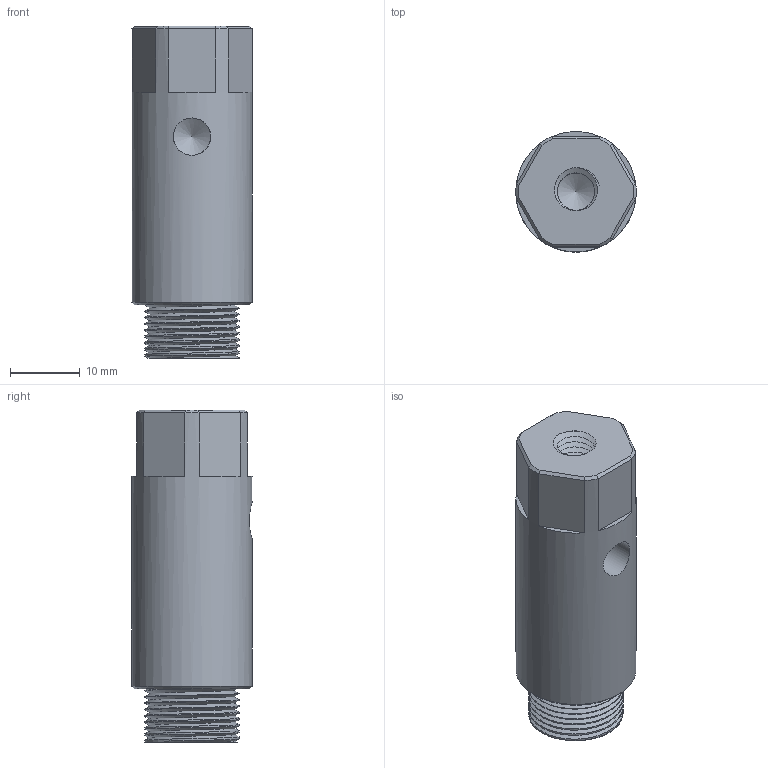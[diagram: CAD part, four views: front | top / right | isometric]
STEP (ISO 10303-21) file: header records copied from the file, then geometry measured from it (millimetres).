
FILE_DESCRIPTION(/* description */ (''),/* implementation_level */ '2;1');
FILE_NAME(/* name */ 'MH134-4C.stp',/* time_stamp */ '2026-02-02T13:55:57-05:00',/* author */ ('cthayer'),/* organization */ ('CONNECTION TECHNOLOGY CENTER'),/* preprocessor_version */ 'ST-DEVELOPER v20',/* originating_system */ 'Autodesk Inventor 2025',/* authorisation */ '');
FILE_SCHEMA (('AUTOMOTIVE_DESIGN { 1 0 10303 214 3 1 1 }'));
Length unit declared in the file: inch
Products named in the file (1): MHP10216
Bounding box: 17.27 x 17.27 x 47.62 mm (x, y, z)
Volume: 9062.3 mm3; surface area: 4059.3 mm2
Topology: 1 solids, 1 shells, 51 faces, 129 edges, 80 vertices
Faces by surface type: plane 23, cylinder 15, cone 9, bspline 4
Full cylindrical faces by diameter (mm): 5.359 x2, 13.538 x8, 17.272 x1
Entity records: 6580 total; most frequent: CARTESIAN_POINT 5341, ORIENTED_EDGE 254, DIRECTION 207, EDGE_CURVE 127, VERTEX_POINT 80, AXIS2_PLACEMENT_3D 77, EDGE_LOOP 55, LINE 53
